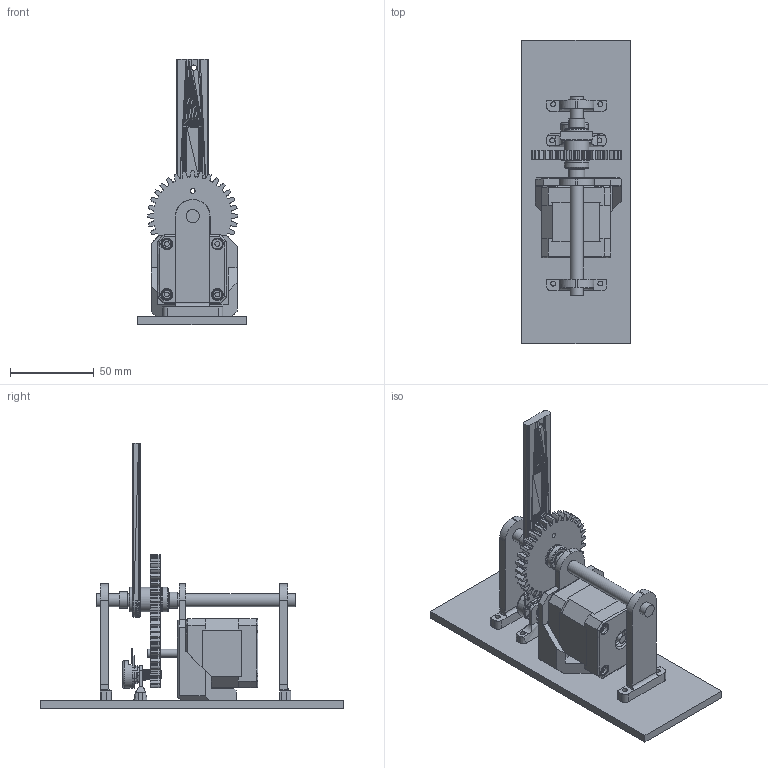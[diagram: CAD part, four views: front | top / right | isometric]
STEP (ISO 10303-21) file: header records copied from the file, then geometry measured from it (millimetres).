
FILE_DESCRIPTION(('FreeCAD Model'),'2;1');
FILE_NAME('Open CASCADE Shape Model','2025-05-02T11:12:51',('FreeCAD'),( 'FreeCAD'),'Open CASCADE STEP processor 7.6','FreeCAD','Unknown');
FILE_SCHEMA(('AUTOMOTIVE_DESIGN { 1 0 10303 214 1 1 1 1 }'));
Products named in the file (1): Open CASCADE STEP translator 7.6 1
Bounding box: 64.71 x 181.27 x 158.75 mm (x, y, z)
Volume: 194168.9 mm3; surface area: 85765.7 mm2
Topology: 26 solids, 26 shells, 4715 faces, 9149 edges, 4484 vertices
Faces by surface type: bspline 4715
Entity records: 156387 total; most frequent: CARTESIAN_POINT 99128, ORIENTED_EDGE 18252, EDGE_CURVE 9126, B_SPLINE_CURVE_WITH_KNOTS 7314, FACE_BOUND 4840, EDGE_LOOP 4840, ADVANCED_FACE 4715, VERTEX_POINT 4484
